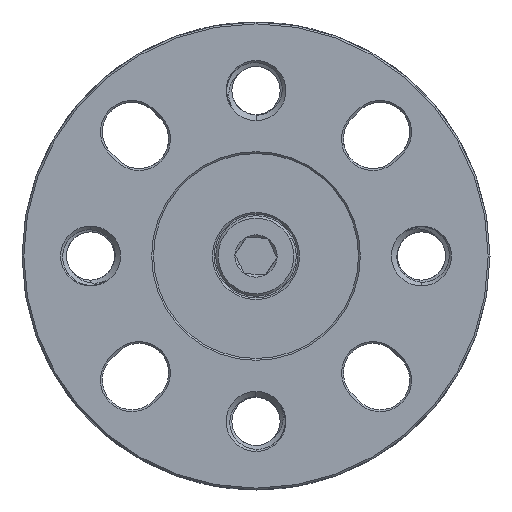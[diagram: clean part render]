
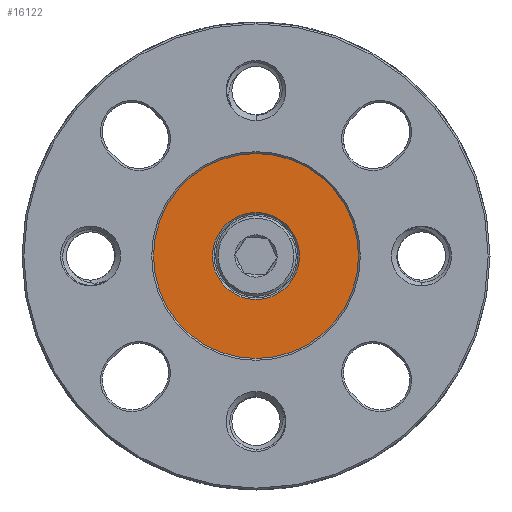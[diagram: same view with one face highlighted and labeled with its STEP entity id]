
A CAD part, front view. The second image highlights one B-rep face of the part: STEP entity #16122.
In plain terms, the highlighted planar face has unit normal (0, -1, 0).
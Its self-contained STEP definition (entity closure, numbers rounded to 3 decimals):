
#1930 = DIRECTION ( 'NONE',  ( 0., 1., 0. ) ) ;
#2340 = AXIS2_PLACEMENT_3D ( 'NONE', #30161, #1930, #23301 ) ;
#3128 = CIRCLE ( 'NONE', #14660, 2.975 ) ;
#3709 = AXIS2_PLACEMENT_3D ( 'NONE', #11486, #13849, #15895 ) ;
#3886 = CIRCLE ( 'NONE', #2340, 2.975 ) ;
#4226 = CIRCLE ( 'NONE', #3709, 7.01 ) ;
#4392 = EDGE_CURVE ( 'NONE', #21660, #10198, #3128, .T. ) ;
#5265 = DIRECTION ( 'NONE',  ( 0., 0., -1. ) ) ;
#5563 = CARTESIAN_POINT ( 'NONE',  ( 0., 2., 0. ) ) ;
#5930 = AXIS2_PLACEMENT_3D ( 'NONE', #28861, #14904, #24541 ) ;
#9473 = CARTESIAN_POINT ( 'NONE',  ( 0., 2., 2.975 ) ) ;
#10198 = VERTEX_POINT ( 'NONE', #9473 ) ;
#10285 = ORIENTED_EDGE ( 'NONE', *, *, #4392, .T. ) ;
#10893 = CARTESIAN_POINT ( 'NONE',  ( 0., 2., 7.01 ) ) ;
#11486 = CARTESIAN_POINT ( 'NONE',  ( 0., 2., 0. ) ) ;
#12254 = FACE_OUTER_BOUND ( 'NONE', #17495, .T. ) ;
#13452 = PLANE ( 'NONE',  #30377 ) ;
#13849 = DIRECTION ( 'NONE',  ( 0., -1., 0. ) ) ;
#14660 = AXIS2_PLACEMENT_3D ( 'NONE', #5563, #24003, #5265 ) ;
#14904 = DIRECTION ( 'NONE',  ( 0., -1., 0. ) ) ;
#15240 = ORIENTED_EDGE ( 'NONE', *, *, #15337, .T. ) ;
#15337 = EDGE_CURVE ( 'NONE', #10198, #21660, #3886, .T. ) ;
#15472 = CIRCLE ( 'NONE', #5930, 7.01 ) ;
#15879 = VERTEX_POINT ( 'NONE', #10893 ) ;
#15895 = DIRECTION ( 'NONE',  ( 0., 0., -1. ) ) ;
#16122 = ADVANCED_FACE ( 'NONE', ( #20011, #12254 ), #13452, .T. ) ;
#16898 = VERTEX_POINT ( 'NONE', #26560 ) ;
#17495 = EDGE_LOOP ( 'NONE', ( #26677, #26855 ) ) ;
#19026 = EDGE_CURVE ( 'NONE', #15879, #16898, #15472, .T. ) ;
#20011 = FACE_BOUND ( 'NONE', #25409, .T. ) ;
#20485 = CARTESIAN_POINT ( 'NONE',  ( 0., 2., 0. ) ) ;
#21660 = VERTEX_POINT ( 'NONE', #27654 ) ;
#23301 = DIRECTION ( 'NONE',  ( 0., 0., -1. ) ) ;
#24003 = DIRECTION ( 'NONE',  ( 0., 1., 0. ) ) ;
#24541 = DIRECTION ( 'NONE',  ( 0., 0., -1. ) ) ;
#25352 = DIRECTION ( 'NONE',  ( 0., 0., -1. ) ) ;
#25409 = EDGE_LOOP ( 'NONE', ( #10285, #15240 ) ) ;
#26560 = CARTESIAN_POINT ( 'NONE',  ( 0., 2., -7.01 ) ) ;
#26677 = ORIENTED_EDGE ( 'NONE', *, *, #26818, .T. ) ;
#26818 = EDGE_CURVE ( 'NONE', #16898, #15879, #4226, .T. ) ;
#26855 = ORIENTED_EDGE ( 'NONE', *, *, #19026, .T. ) ;
#27614 = DIRECTION ( 'NONE',  ( 0., -1., 0. ) ) ;
#27654 = CARTESIAN_POINT ( 'NONE',  ( 0., 2., -2.975 ) ) ;
#28861 = CARTESIAN_POINT ( 'NONE',  ( 0., 2., 0. ) ) ;
#30161 = CARTESIAN_POINT ( 'NONE',  ( 0., 2., 0. ) ) ;
#30377 = AXIS2_PLACEMENT_3D ( 'NONE', #20485, #27614, #25352 ) ;
